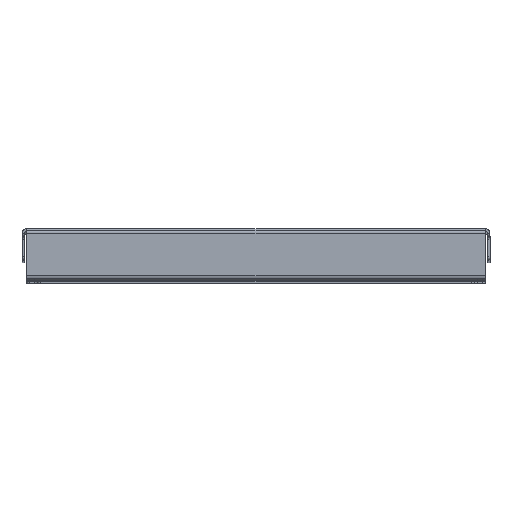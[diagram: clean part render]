
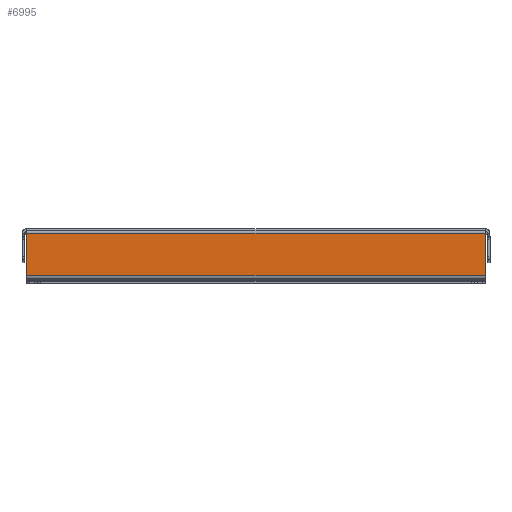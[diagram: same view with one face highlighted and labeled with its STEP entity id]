
A CAD part, top view. The second image highlights one B-rep face of the part: STEP entity #6995.
In plain terms, the highlighted planar face has unit normal (0, 0, 1).
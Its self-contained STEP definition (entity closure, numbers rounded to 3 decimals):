
#70 = EDGE_LOOP ( 'NONE', ( #9192, #4828, #5020, #3467 ) ) ;
#260 = CARTESIAN_POINT ( 'NONE',  ( -146., -1.5, 549. ) ) ;
#661 = DIRECTION ( 'NONE',  ( -1., 0., 0. ) ) ;
#979 = DIRECTION ( 'NONE',  ( 0., 0., 1. ) ) ;
#1499 = CARTESIAN_POINT ( 'NONE',  ( 146., -30., 549. ) ) ;
#1678 = EDGE_CURVE ( 'NONE', #6833, #7618, #10137, .T. ) ;
#1869 = CARTESIAN_POINT ( 'NONE',  ( 0., 0., 549. ) ) ;
#2438 = EDGE_CURVE ( 'NONE', #6833, #8924, #2482, .T. ) ;
#2482 = LINE ( 'NONE', #4812, #11907 ) ;
#3467 = ORIENTED_EDGE ( 'NONE', *, *, #6908, .F. ) ;
#3610 = DIRECTION ( 'NONE',  ( -1., 0., 0. ) ) ;
#3656 = DIRECTION ( 'NONE',  ( 0., -1., 0. ) ) ;
#4083 = VECTOR ( 'NONE', #3610, 1000. ) ;
#4717 = DIRECTION ( 'NONE',  ( 0., -1., 0. ) ) ;
#4812 = CARTESIAN_POINT ( 'NONE',  ( 0., -3., 549. ) ) ;
#4828 = ORIENTED_EDGE ( 'NONE', *, *, #2438, .T. ) ;
#5020 = ORIENTED_EDGE ( 'NONE', *, *, #9820, .F. ) ;
#6518 = PLANE ( 'NONE',  #9646 ) ;
#6833 = VERTEX_POINT ( 'NONE', #8225 ) ;
#6908 = EDGE_CURVE ( 'NONE', #7618, #10023, #9096, .T. ) ;
#6995 = ADVANCED_FACE ( 'NONE', ( #8589 ), #6518, .T. ) ;
#7340 = VECTOR ( 'NONE', #3656, 1000. ) ;
#7618 = VERTEX_POINT ( 'NONE', #1499 ) ;
#8225 = CARTESIAN_POINT ( 'NONE',  ( 146., -3., 549. ) ) ;
#8589 = FACE_OUTER_BOUND ( 'NONE', #70, .T. ) ;
#8924 = VERTEX_POINT ( 'NONE', #10175 ) ;
#9096 = LINE ( 'NONE', #11929, #4083 ) ;
#9192 = ORIENTED_EDGE ( 'NONE', *, *, #1678, .F. ) ;
#9646 = AXIS2_PLACEMENT_3D ( 'NONE', #1869, #979, #4717 ) ;
#9720 = LINE ( 'NONE', #260, #12253 ) ;
#9820 = EDGE_CURVE ( 'NONE', #10023, #8924, #9720, .T. ) ;
#10023 = VERTEX_POINT ( 'NONE', #11488 ) ;
#10137 = LINE ( 'NONE', #11173, #7340 ) ;
#10175 = CARTESIAN_POINT ( 'NONE',  ( -146., -3., 549. ) ) ;
#11173 = CARTESIAN_POINT ( 'NONE',  ( 146., -30., 549. ) ) ;
#11488 = CARTESIAN_POINT ( 'NONE',  ( -146., -30., 549. ) ) ;
#11745 = DIRECTION ( 'NONE',  ( 0., 1., 0. ) ) ;
#11907 = VECTOR ( 'NONE', #661, 1000. ) ;
#11929 = CARTESIAN_POINT ( 'NONE',  ( -146., -30., 549. ) ) ;
#12253 = VECTOR ( 'NONE', #11745, 1000. ) ;
